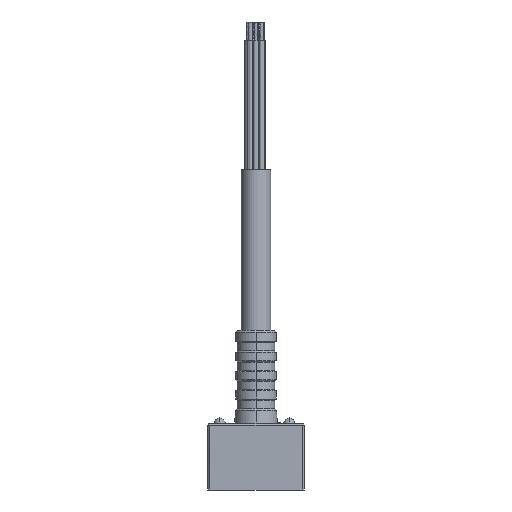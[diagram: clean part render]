
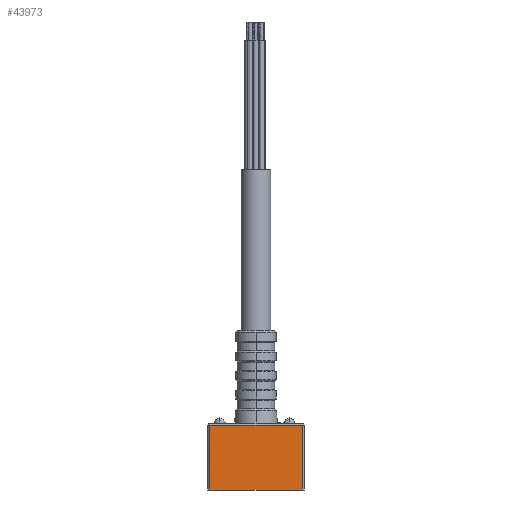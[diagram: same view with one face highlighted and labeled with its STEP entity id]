
A CAD part, left-side view. The second image highlights one B-rep face of the part: STEP entity #43973.
In plain terms, the highlighted free-form (B-spline) face has degree [1, 1] with [2, 2] control points.
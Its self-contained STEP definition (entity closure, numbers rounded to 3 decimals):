
#4370=CARTESIAN_POINT('',(-53.,-12.5,-9.));
#4371=VERTEX_POINT('',#4370);
#4378=CARTESIAN_POINT('',(-53.,12.5,-9.));
#4379=VERTEX_POINT('',#4378);
#4380=CARTESIAN_POINT('',(-53.,-12.5,-9.));
#4381=CARTESIAN_POINT('',(-53.,12.5,-9.));
#4382=B_SPLINE_CURVE_WITH_KNOTS('',1,(#4380,#4381),.POLYLINE_FORM.,.F.,.U.,(2,2),(0.,1.),.UNSPECIFIED.);
#4383=EDGE_CURVE('',#4371,#4379,#4382,.T.);
#43911=CARTESIAN_POINT('',(-53.,12.5,8.5));
#43912=VERTEX_POINT('',#43911);
#43913=CARTESIAN_POINT('',(-53.,12.5,-9.));
#43914=CARTESIAN_POINT('',(-53.,12.5,8.5));
#43915=B_SPLINE_CURVE_WITH_KNOTS('',1,(#43913,#43914),.POLYLINE_FORM.,.F.,.U.,(2,2),(0.,1.),.UNSPECIFIED.);
#43916=EDGE_CURVE('',#4379,#43912,#43915,.T.);
#43941=CARTESIAN_POINT('',(-53.,-12.5,8.5));
#43942=VERTEX_POINT('',#43941);
#43949=CARTESIAN_POINT('',(-53.,-12.5,8.5));
#43950=CARTESIAN_POINT('',(-53.,-12.5,-9.));
#43951=B_SPLINE_CURVE_WITH_KNOTS('',1,(#43949,#43950),.POLYLINE_FORM.,.F.,.U.,(2,2),(0.,1.),.UNSPECIFIED.);
#43952=EDGE_CURVE('',#43942,#4371,#43951,.T.);
#43958=CARTESIAN_POINT('',(-53.,198.8,-194.8));
#43959=CARTESIAN_POINT('',(-53.,198.8,176.8));
#43960=CARTESIAN_POINT('',(-53.,-172.8,-194.8));
#43961=CARTESIAN_POINT('',(-53.,-172.8,176.8));
#43962=B_SPLINE_SURFACE_WITH_KNOTS('',1,1,((#43958,#43959),(#43960,#43961)),.PLANE_SURF.,.F.,.F.,.U.,(2,2),(2,2),(0.,1.),(0.,1.),.UNSPECIFIED.);
#43963=ORIENTED_EDGE('',*,*,#4383,.F.);
#43964=ORIENTED_EDGE('',*,*,#43952,.F.);
#43965=CARTESIAN_POINT('',(-53.,-12.5,8.5));
#43966=CARTESIAN_POINT('',(-53.,12.5,8.5));
#43967=B_SPLINE_CURVE_WITH_KNOTS('',1,(#43965,#43966),.POLYLINE_FORM.,.F.,.U.,(2,2),(0.,1.),.UNSPECIFIED.);
#43968=EDGE_CURVE('',#43942,#43912,#43967,.T.);
#43969=ORIENTED_EDGE('',*,*,#43968,.T.);
#43970=ORIENTED_EDGE('',*,*,#43916,.F.);
#43971=EDGE_LOOP('',(#43963,#43964,#43969,#43970));
#43972=FACE_OUTER_BOUND('',#43971,.T.);
#43973=ADVANCED_FACE('',(#43972),#43962,.T.);
